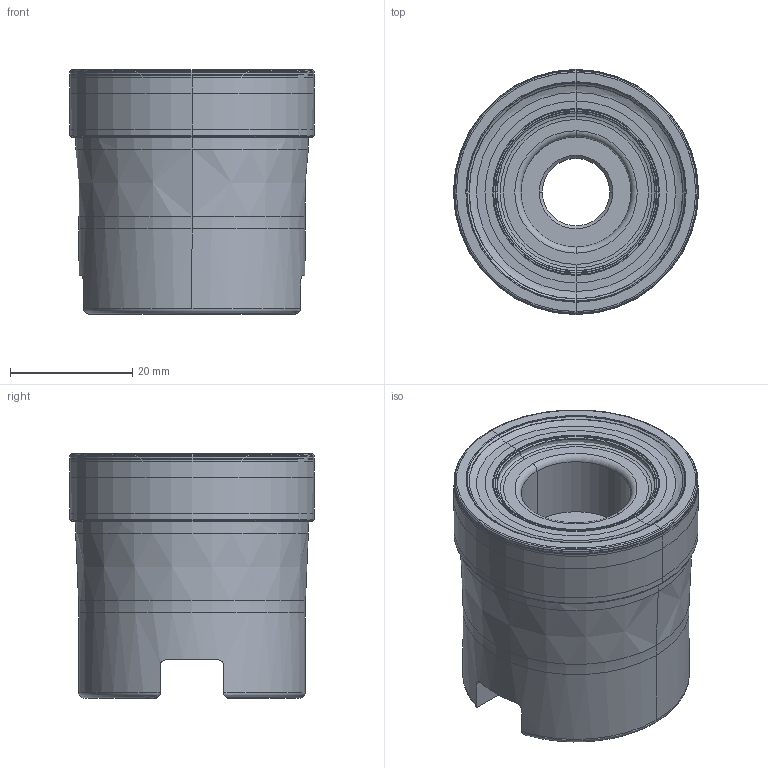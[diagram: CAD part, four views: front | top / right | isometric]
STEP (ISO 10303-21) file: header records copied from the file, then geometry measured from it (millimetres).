
FILE_DESCRIPTION((''),'2;1');
FILE_NAME('2J1F040R00__ASM','2009-07-28T',('poussios_pc'),(''),'PRO/ENGINEER BY PARAMETRIC TECHNOLOGY CORPORATION, 2007460','PRO/ENGINEER BY PARAMETRIC TECHNOLOGY CORPORATION, 2007460','');
FILE_SCHEMA(('CONFIG_CONTROL_DESIGN'));
Length unit declared in the file: millimetre
Products named in the file (3): 2J1F040R00_HSG; SCHNEIDE; 2J1F040R00__ASM
Assembly tree (2 placements, depth 2):
  2J1F040R00__ASM
    2J1F040R00_HSG
    SCHNEIDE
Bounding box: 40.05 x 40.05 x 40 mm (x, y, z)
Volume: 38090 mm3; surface area: 12571.3 mm2
Topology: 2 solids, 2 shells, 184 faces, 390 edges, 212 vertices
Faces by surface type: revolution 118, plane 18, torus 16, cylinder 16, cone 14, bspline 2
Entity records: 12136 total; most frequent: CARTESIAN_POINT 8267, ORIENTED_EDGE 780, DIRECTION 704, EDGE_CURVE 390, AXIS2_PLACEMENT_3D 269, B_SPLINE_CURVE_WITH_KNOTS 260, VERTEX_POINT 212, CIRCLE 200
